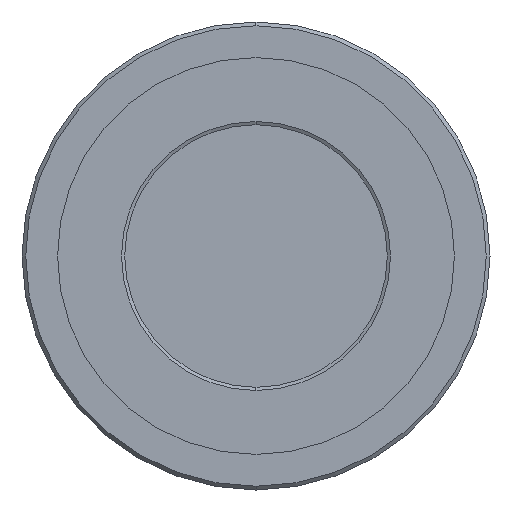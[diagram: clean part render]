
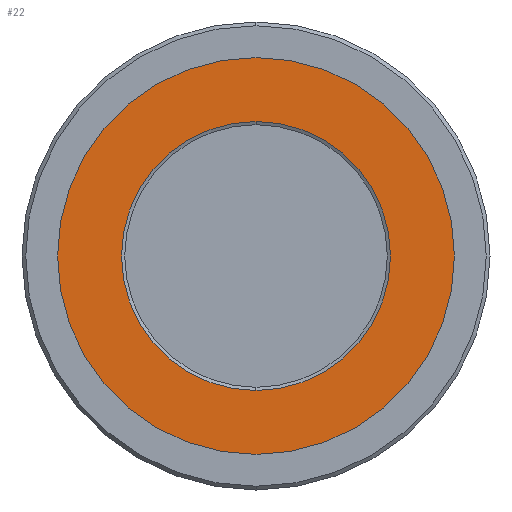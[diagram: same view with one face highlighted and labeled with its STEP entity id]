
A CAD part, left-side view. The second image highlights one B-rep face of the part: STEP entity #22.
In plain terms, the highlighted planar face has unit normal (-1, 0, 0).
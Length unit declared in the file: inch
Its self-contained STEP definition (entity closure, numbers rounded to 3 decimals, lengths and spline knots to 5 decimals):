
#19 = EDGE_LOOP ( 'NONE', ( #20, #34 ) ) ;
#20 = ORIENTED_EDGE ( 'NONE', *, *, #26, .F. ) ;
#22 = ADVANCED_FACE ( 'NONE', ( #220, #219 ), #257, .F. ) ;
#26 = EDGE_CURVE ( 'NONE', #1562, #513, #251, .T. ) ;
#34 = ORIENTED_EDGE ( 'NONE', *, *, #1580, .F. ) ;
#52 = EDGE_LOOP ( 'NONE', ( #53, #54 ) ) ;
#53 = ORIENTED_EDGE ( 'NONE', *, *, #1605, .T. ) ;
#54 = ORIENTED_EDGE ( 'NONE', *, *, #1712, .T. ) ;
#219 = FACE_OUTER_BOUND ( 'NONE', #52, .T. ) ;
#220 = FACE_BOUND ( 'NONE', #19, .T. ) ;
#247 = DIRECTION ( 'NONE',  ( 0., 0., 1. ) ) ;
#248 = DIRECTION ( 'NONE',  ( -1., 0., 0. ) ) ;
#249 = CARTESIAN_POINT ( 'NONE',  ( 0., 0., 0. ) ) ;
#250 = AXIS2_PLACEMENT_3D ( 'NONE', #249, #248, #247 ) ;
#251 = CIRCLE ( 'NONE', #250, 0.7185 ) ;
#253 = DIRECTION ( 'NONE',  ( 0., 0., -1. ) ) ;
#254 = DIRECTION ( 'NONE',  ( 1., 0., 0. ) ) ;
#255 = CARTESIAN_POINT ( 'NONE',  ( 0., 0.7185, 0. ) ) ;
#256 = AXIS2_PLACEMENT_3D ( 'NONE', #255, #254, #253 ) ;
#257 = PLANE ( 'NONE',  #256 ) ;
#513 = VERTEX_POINT ( 'NONE', #668 ) ;
#668 = CARTESIAN_POINT ( 'NONE',  ( 0., 0., -0.7185 ) ) ;
#698 = CARTESIAN_POINT ( 'NONE',  ( 0., 0., 0.7185 ) ) ;
#768 = DIRECTION ( 'NONE',  ( 0., 0., 1. ) ) ;
#769 = DIRECTION ( 'NONE',  ( -1., 0., 0. ) ) ;
#770 = CARTESIAN_POINT ( 'NONE',  ( 0., 0., 0. ) ) ;
#771 = AXIS2_PLACEMENT_3D ( 'NONE', #770, #769, #768 ) ;
#772 = CIRCLE ( 'NONE', #771, 0.7185 ) ;
#847 = CARTESIAN_POINT ( 'NONE',  ( 0., 0., -1.06 ) ) ;
#856 = DIRECTION ( 'NONE',  ( 0., 0., 1. ) ) ;
#857 = DIRECTION ( 'NONE',  ( -1., 0., 0. ) ) ;
#858 = CARTESIAN_POINT ( 'NONE',  ( 0., 0., 0. ) ) ;
#859 = AXIS2_PLACEMENT_3D ( 'NONE', #858, #857, #856 ) ;
#860 = CIRCLE ( 'NONE', #859, 1.06 ) ;
#861 = CARTESIAN_POINT ( 'NONE',  ( 0., 0., 1.06 ) ) ;
#1231 = DIRECTION ( 'NONE',  ( 0., 0., 1. ) ) ;
#1232 = DIRECTION ( 'NONE',  ( -1., 0., 0. ) ) ;
#1233 = CARTESIAN_POINT ( 'NONE',  ( 0., 0., 0. ) ) ;
#1234 = AXIS2_PLACEMENT_3D ( 'NONE', #1233, #1232, #1231 ) ;
#1235 = CIRCLE ( 'NONE', #1234, 1.06 ) ;
#1562 = VERTEX_POINT ( 'NONE', #698 ) ;
#1580 = EDGE_CURVE ( 'NONE', #513, #1562, #772, .T. ) ;
#1604 = VERTEX_POINT ( 'NONE', #861 ) ;
#1605 = EDGE_CURVE ( 'NONE', #1604, #1610, #860, .T. ) ;
#1610 = VERTEX_POINT ( 'NONE', #847 ) ;
#1712 = EDGE_CURVE ( 'NONE', #1610, #1604, #1235, .T. ) ;
